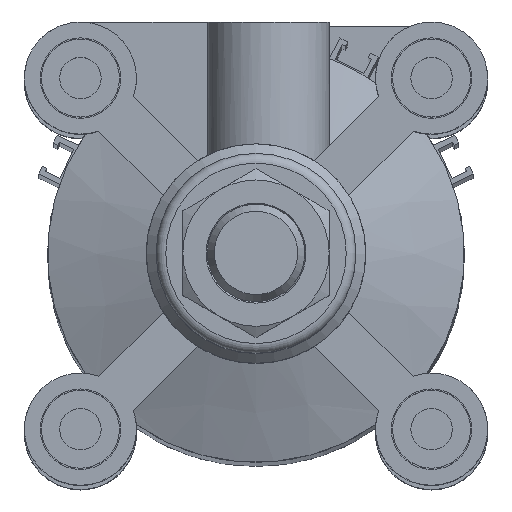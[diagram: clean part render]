
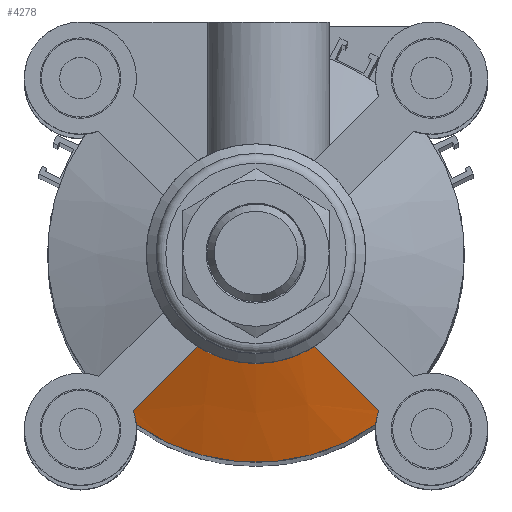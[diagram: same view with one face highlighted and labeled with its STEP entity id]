
A CAD part, top view. The second image highlights one B-rep face of the part: STEP entity #4278.
In plain terms, the highlighted conical face has half-angle 70 degrees and reference radius 32.625 mm.
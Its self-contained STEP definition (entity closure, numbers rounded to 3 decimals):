
#21=CONICAL_SURFACE('',#4683,32.625,1.222);
#53=B_SPLINE_CURVE_WITH_KNOTS('',3,(#6975,#6976,#6977,#6978),
 .UNSPECIFIED.,.F.,.F.,(4,4),(0.,0.003),.UNSPECIFIED.);
#54=B_SPLINE_CURVE_WITH_KNOTS('',3,(#6990,#6991,#6992,#6993),
 .UNSPECIFIED.,.F.,.F.,(4,4),(0.,0.003),.UNSPECIFIED.);
#69=(
BOUNDED_CURVE()
B_SPLINE_CURVE(2,(#6980,#6981,#6982),.UNSPECIFIED.,.F.,.F.)
B_SPLINE_CURVE_WITH_KNOTS((3,3),(0.,1.978),
 .PIECEWISE_BEZIER_KNOTS.)
CURVE()
GEOMETRIC_REPRESENTATION_ITEM()
RATIONAL_B_SPLINE_CURVE((1.,1.046,1.))
REPRESENTATION_ITEM('')
);
#70=(
BOUNDED_CURVE()
B_SPLINE_CURVE(2,(#6986,#6987,#6988),.UNSPECIFIED.,.F.,.F.)
B_SPLINE_CURVE_WITH_KNOTS((3,3),(0.,1.978),
 .PIECEWISE_BEZIER_KNOTS.)
CURVE()
GEOMETRIC_REPRESENTATION_ITEM()
RATIONAL_B_SPLINE_CURVE((1.,1.046,1.))
REPRESENTATION_ITEM('')
);
#212=CIRCLE('',#4682,42.75);
#213=CIRCLE('',#4684,22.5);
#1079=ORIENTED_EDGE('',*,*,#1948,.T.);
#1080=ORIENTED_EDGE('',*,*,#1950,.T.);
#1081=ORIENTED_EDGE('',*,*,#1951,.T.);
#1082=ORIENTED_EDGE('',*,*,#1952,.F.);
#1083=ORIENTED_EDGE('',*,*,#1953,.T.);
#1084=ORIENTED_EDGE('',*,*,#1954,.T.);
#1948=EDGE_CURVE('',#2436,#2435,#212,.T.);
#1950=EDGE_CURVE('',#2435,#2437,#53,.T.);
#1951=EDGE_CURVE('',#2437,#2438,#69,.T.);
#1952=EDGE_CURVE('',#2439,#2438,#213,.T.);
#1953=EDGE_CURVE('',#2439,#2440,#70,.T.);
#1954=EDGE_CURVE('',#2440,#2436,#54,.T.);
#2435=VERTEX_POINT('',#6970);
#2436=VERTEX_POINT('',#6972);
#2437=VERTEX_POINT('',#6979);
#2438=VERTEX_POINT('',#6983);
#2439=VERTEX_POINT('',#6985);
#2440=VERTEX_POINT('',#6989);
#3428=EDGE_LOOP('',(#1079,#1080,#1081,#1082,#1083,#1084));
#3786=FACE_BOUND('',#3428,.T.);
#4278=ADVANCED_FACE('',(#3786),#21,.T.);
#4682=AXIS2_PLACEMENT_3D('',#6971,#5617,#5618);
#4683=AXIS2_PLACEMENT_3D('',#6974,#5620,#5621);
#4684=AXIS2_PLACEMENT_3D('',#6984,#5622,#5623);
#5617=DIRECTION('',(0.,1.,0.));
#5618=DIRECTION('',(-1.,0.,0.));
#5620=DIRECTION('',(0.,-1.,0.));
#5621=DIRECTION('',(-1.,0.,0.));
#5622=DIRECTION('',(0.,1.,0.));
#5623=DIRECTION('',(-1.,0.,0.));
#6970=CARTESIAN_POINT('',(-35.003,8.5,24.543));
#6971=CARTESIAN_POINT('',(0.,8.5,0.));
#6972=CARTESIAN_POINT('',(-35.003,8.5,-24.543));
#6974=CARTESIAN_POINT('',(0.,12.185,0.));
#6975=CARTESIAN_POINT('',(-35.003,8.5,24.543));
#6976=CARTESIAN_POINT('',(-34.056,8.765,24.626));
#6977=CARTESIAN_POINT('',(-33.126,8.996,24.823));
#6978=CARTESIAN_POINT('',(-32.213,9.187,25.142));
#6979=CARTESIAN_POINT('',(-32.213,9.187,25.142));
#6980=CARTESIAN_POINT('',(-32.213,9.187,25.142));
#6981=CARTESIAN_POINT('',(-23.723,13.524,16.651));
#6982=CARTESIAN_POINT('',(-19.048,15.87,11.977));
#6983=CARTESIAN_POINT('',(-19.048,15.87,11.977));
#6984=CARTESIAN_POINT('',(0.,15.87,0.));
#6985=CARTESIAN_POINT('',(-19.048,15.87,-11.977));
#6986=CARTESIAN_POINT('',(-19.048,15.87,-11.977));
#6987=CARTESIAN_POINT('',(-23.723,13.524,-16.651));
#6988=CARTESIAN_POINT('',(-32.213,9.187,-25.142));
#6989=CARTESIAN_POINT('',(-32.213,9.187,-25.142));
#6990=CARTESIAN_POINT('',(-32.213,9.187,-25.142));
#6991=CARTESIAN_POINT('',(-33.126,8.996,-24.823));
#6992=CARTESIAN_POINT('',(-34.056,8.765,-24.626));
#6993=CARTESIAN_POINT('',(-35.003,8.5,-24.543));
